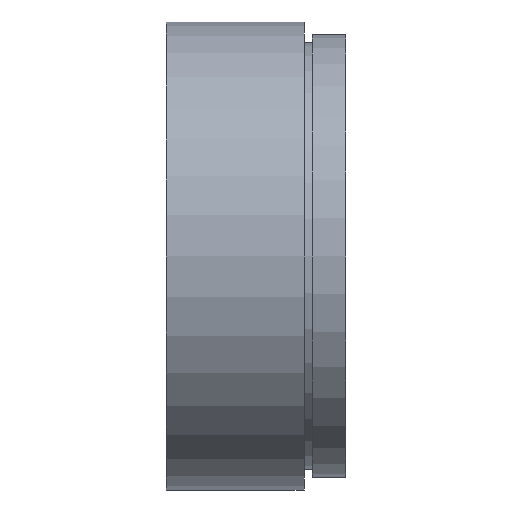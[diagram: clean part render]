
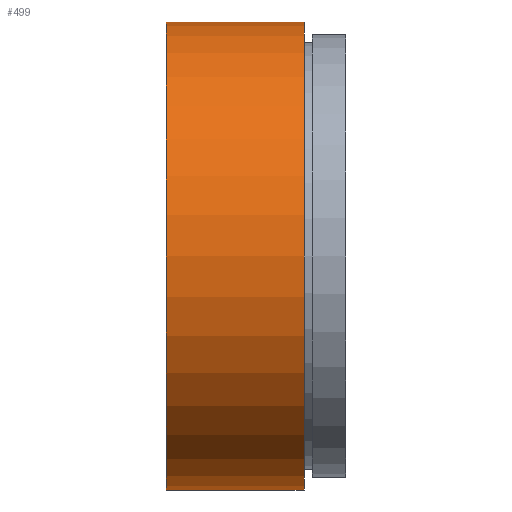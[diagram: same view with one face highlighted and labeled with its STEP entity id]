
A CAD part, left-side view. The second image highlights one B-rep face of the part: STEP entity #499.
In plain terms, the highlighted cylindrical face has radius 28 mm (diameter 56 mm), a partial arc.
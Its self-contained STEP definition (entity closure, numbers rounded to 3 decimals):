
#8 = VERTEX_POINT ( 'NONE', #245 ) ;
#15 = CARTESIAN_POINT ( 'NONE',  ( 0., 21.5, 28. ) ) ;
#21 = DIRECTION ( 'NONE',  ( 0., -1., 0. ) ) ;
#44 = VECTOR ( 'NONE', #70, 1000. ) ;
#62 = ORIENTED_EDGE ( 'NONE', *, *, #535, .T. ) ;
#70 = DIRECTION ( 'NONE',  ( 0., -1., 0. ) ) ;
#81 = CARTESIAN_POINT ( 'NONE',  ( 0., 21.5, 0. ) ) ;
#104 = DIRECTION ( 'NONE',  ( 0., -1., 0. ) ) ;
#112 = VERTEX_POINT ( 'NONE', #606 ) ;
#116 = EDGE_CURVE ( 'NONE', #112, #8, #532, .T. ) ;
#125 = EDGE_CURVE ( 'NONE', #143, #8, #150, .T. ) ;
#143 = VERTEX_POINT ( 'NONE', #206 ) ;
#150 = LINE ( 'NONE', #462, #454 ) ;
#177 = CYLINDRICAL_SURFACE ( 'NONE', #396, 28. ) ;
#190 = DIRECTION ( 'NONE',  ( 0., -1., 0. ) ) ;
#203 = EDGE_LOOP ( 'NONE', ( #290, #62, #252, #635 ) ) ;
#206 = CARTESIAN_POINT ( 'NONE',  ( 0., 21.5, -28. ) ) ;
#231 = CARTESIAN_POINT ( 'NONE',  ( 0., 5., 0. ) ) ;
#233 = DIRECTION ( 'NONE',  ( 0., 0., -1. ) ) ;
#237 = LINE ( 'NONE', #321, #44 ) ;
#239 = DIRECTION ( 'NONE',  ( 0., -1., 0. ) ) ;
#240 = DIRECTION ( 'NONE',  ( 0., 0., -1. ) ) ;
#245 = CARTESIAN_POINT ( 'NONE',  ( 0., 5., -28. ) ) ;
#246 = DIRECTION ( 'NONE',  ( 0., 0., -1. ) ) ;
#252 = ORIENTED_EDGE ( 'NONE', *, *, #125, .T. ) ;
#290 = ORIENTED_EDGE ( 'NONE', *, *, #650, .F. ) ;
#321 = CARTESIAN_POINT ( 'NONE',  ( 0., 0., 28. ) ) ;
#346 = FACE_OUTER_BOUND ( 'NONE', #203, .T. ) ;
#396 = AXIS2_PLACEMENT_3D ( 'NONE', #616, #190, #246 ) ;
#424 = AXIS2_PLACEMENT_3D ( 'NONE', #81, #104, #233 ) ;
#454 = VECTOR ( 'NONE', #21, 1000. ) ;
#462 = CARTESIAN_POINT ( 'NONE',  ( 0., 0., -28. ) ) ;
#472 = CIRCLE ( 'NONE', #424, 28. ) ;
#499 = ADVANCED_FACE ( 'NONE', ( #346 ), #177, .T. ) ;
#532 = CIRCLE ( 'NONE', #617, 28. ) ;
#535 = EDGE_CURVE ( 'NONE', #640, #143, #472, .T. ) ;
#606 = CARTESIAN_POINT ( 'NONE',  ( 0., 5., 28. ) ) ;
#616 = CARTESIAN_POINT ( 'NONE',  ( 0., 0., 0. ) ) ;
#617 = AXIS2_PLACEMENT_3D ( 'NONE', #231, #239, #240 ) ;
#635 = ORIENTED_EDGE ( 'NONE', *, *, #116, .F. ) ;
#640 = VERTEX_POINT ( 'NONE', #15 ) ;
#650 = EDGE_CURVE ( 'NONE', #640, #112, #237, .T. ) ;
